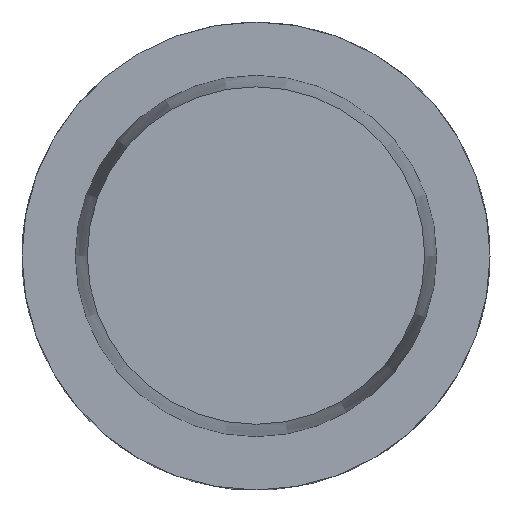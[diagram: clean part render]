
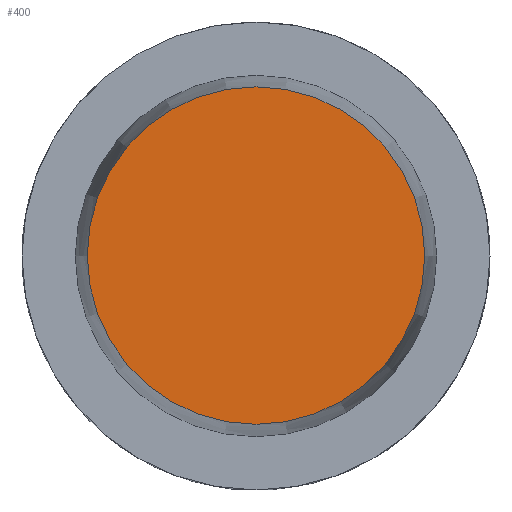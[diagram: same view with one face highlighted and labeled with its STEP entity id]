
A CAD part, top view. The second image highlights one B-rep face of the part: STEP entity #400.
In plain terms, the highlighted planar face has unit normal (0, 0, 1).
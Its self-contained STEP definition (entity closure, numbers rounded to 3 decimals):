
#400=ADVANCED_FACE('240[2]',(#959),#960,.T.);
#619=EDGE_CURVE('240[2]',#1226,#1226,#1227,.T.);
#959=FACE_OUTER_BOUND('',#1860,.T.);
#960=PLANE('',#1861);
#1226=VERTEX_POINT('',#2471);
#1227=CIRCLE('',#2472,22.715);
#1860=EDGE_LOOP('',(#2827));
#1861=AXIS2_PLACEMENT_3D('',#2828,#2829,#2830);
#2471=CARTESIAN_POINT('',(22.715,0.,32.0));
#2472=AXIS2_PLACEMENT_3D('',#3147,#3148,#3149);
#2827=ORIENTED_EDGE('',*,*,#619,.F.);
#2828=CARTESIAN_POINT('',(11.357,0.,32.0));
#2829=DIRECTION('',(0.,0.,1.0));
#2830=DIRECTION('',(1.0,0.,0.0));
#3147=CARTESIAN_POINT('',(0.,0.,32.0));
#3148=DIRECTION('',(0.,0.,-1.0));
#3149=DIRECTION('',(1.0,0.,0.));
